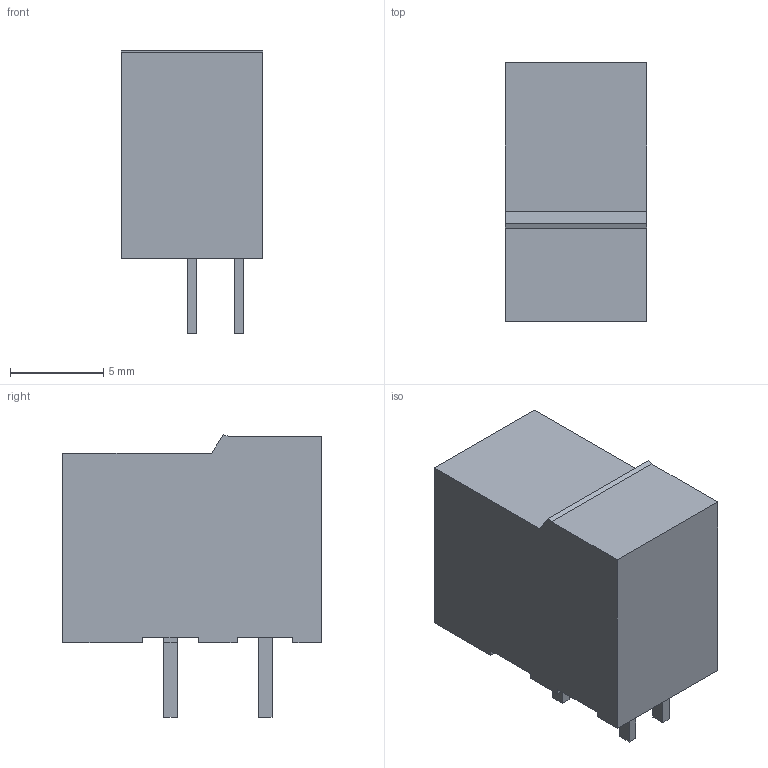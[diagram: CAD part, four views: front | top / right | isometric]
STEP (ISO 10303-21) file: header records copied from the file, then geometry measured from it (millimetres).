
FILE_DESCRIPTION(('FreeCAD Model'),'2;1');
FILE_NAME('Open CASCADE Shape Model','2022-09-15T14:00:07',('Author'),( ''),'Open CASCADE STEP processor 7.5','FreeCAD','Unknown');
FILE_SCHEMA(('AUTOMOTIVE_DESIGN { 1 0 10303 214 1 1 1 1 }'));
Length unit declared in the file: millimetre
Products named in the file (9): Ninigi_AC141R_02P_2_54; Body; Kocka; Kocka001; Kocka002; Kocka003; Pad; Pocket; Sketch
Assembly tree (8 placements, depth 2):
  Ninigi_AC141R_02P_2_54
    Body
    Kocka
    Kocka001
    Kocka002
    Kocka003
    Pad
    Pocket
    Sketch
Bounding box: 7.62 x 13.9 x 15.2 mm (x, y, z)
Surface area: 2475.5 mm2
Topology: 7 solids, 7 shells, 83 faces, 210 edges, 160 vertices
Faces by surface type: plane 79, cylinder 4
Full cylindrical faces by diameter (mm): 2.4 x4
Entity records: 5204 total; most frequent: CARTESIAN_POINT 852, DIRECTION 792, LINE 584, VECTOR 584, ORIENTED_EDGE 390, PCURVE 390, DEFINITIONAL_REPRESENTATION 390, EDGE_CURVE 195
